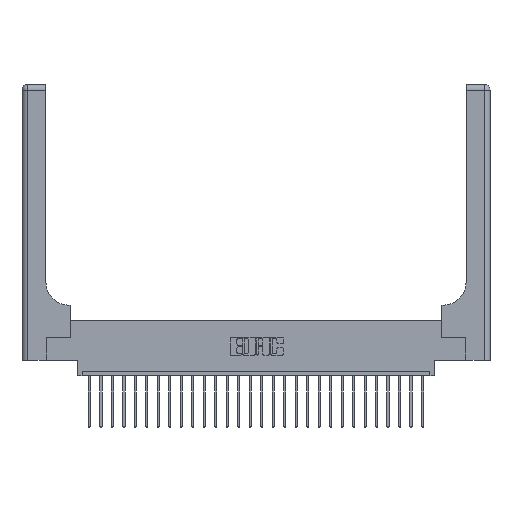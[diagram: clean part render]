
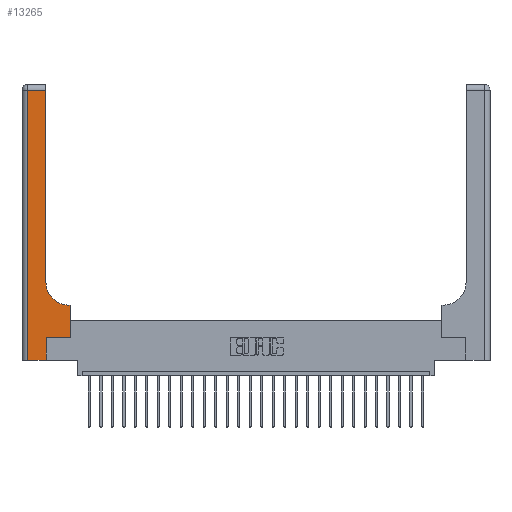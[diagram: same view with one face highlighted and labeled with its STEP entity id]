
A CAD part, top view. The second image highlights one B-rep face of the part: STEP entity #13265.
In plain terms, the highlighted planar face has unit normal (0, 0, 1).
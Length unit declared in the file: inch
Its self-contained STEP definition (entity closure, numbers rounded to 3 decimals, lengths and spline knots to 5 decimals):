
#221 = CARTESIAN_POINT ( 'NONE',  ( 0.528, 0.25, 0.37 ) ) ;
#613 = VECTOR ( 'NONE', #18326, 39.37008 ) ;
#867 = CARTESIAN_POINT ( 'NONE',  ( 0., 3., 0.37 ) ) ;
#1020 = DIRECTION ( 'NONE',  ( 1., 0., 0. ) ) ;
#1034 = CARTESIAN_POINT ( 'NONE',  ( 0.06, 2.94, 0.37 ) ) ;
#1172 = DIRECTION ( 'NONE',  ( -1., 0., 0. ) ) ;
#1261 = ORIENTED_EDGE ( 'NONE', *, *, #9226, .T. ) ;
#1452 = DIRECTION ( 'NONE',  ( 1., 0., 0. ) ) ;
#2044 = CARTESIAN_POINT ( 'NONE',  ( 0.265, 0., 0.37 ) ) ;
#2279 = ORIENTED_EDGE ( 'NONE', *, *, #5676, .T. ) ;
#3651 = ORIENTED_EDGE ( 'NONE', *, *, #5522, .T. ) ;
#4274 = VECTOR ( 'NONE', #1452, 39.37008 ) ;
#4695 = CARTESIAN_POINT ( 'NONE',  ( 0.528, 0.25, 0.37 ) ) ;
#5216 = CIRCLE ( 'NONE', #24822, 0.25 ) ;
#5229 = LINE ( 'NONE', #21015, #13869 ) ;
#5522 = EDGE_CURVE ( 'NONE', #9959, #7144, #5841, .T. ) ;
#5640 = EDGE_CURVE ( 'NONE', #25427, #24501, #16980, .T. ) ;
#5676 = EDGE_CURVE ( 'NONE', #24803, #23384, #14788, .T. ) ;
#5827 = EDGE_CURVE ( 'NONE', #7144, #12117, #5216, .T. ) ;
#5841 = LINE ( 'NONE', #18229, #613 ) ;
#5913 = ORIENTED_EDGE ( 'NONE', *, *, #19045, .T. ) ;
#5926 = DIRECTION ( 'NONE',  ( 0., 1., 0. ) ) ;
#6564 = DIRECTION ( 'NONE',  ( -1., 0., 0. ) ) ;
#7071 = VERTEX_POINT ( 'NONE', #22987 ) ;
#7144 = VERTEX_POINT ( 'NONE', #9119 ) ;
#8087 = VECTOR ( 'NONE', #18495, 39.37008 ) ;
#9119 = CARTESIAN_POINT ( 'NONE',  ( 0.51, 0.6, 0.37 ) ) ;
#9177 = CARTESIAN_POINT ( 'NONE',  ( 0.06, 3., 0.37 ) ) ;
#9226 = EDGE_CURVE ( 'NONE', #12117, #7071, #14914, .T. ) ;
#9391 = VECTOR ( 'NONE', #16406, 39.37008 ) ;
#9449 = CARTESIAN_POINT ( 'NONE',  ( 0.06, 0., 0.37 ) ) ;
#9959 = VERTEX_POINT ( 'NONE', #21849 ) ;
#10556 = PLANE ( 'NONE',  #23282 ) ;
#10804 = DIRECTION ( 'NONE',  ( 0., 0., -1. ) ) ;
#10876 = DIRECTION ( 'NONE',  ( 0., 0., -1. ) ) ;
#11209 = CARTESIAN_POINT ( 'NONE',  ( 0.26, 0.85, 0.37 ) ) ;
#11753 = VECTOR ( 'NONE', #22953, 39.37008 ) ;
#11809 = LINE ( 'NONE', #2044, #19455 ) ;
#11934 = LINE ( 'NONE', #9177, #14989 ) ;
#12023 = ORIENTED_EDGE ( 'NONE', *, *, #5827, .T. ) ;
#12117 = VERTEX_POINT ( 'NONE', #11209 ) ;
#12707 = DIRECTION ( 'NONE',  ( 0., -1., 0. ) ) ;
#13265 = ADVANCED_FACE ( 'NONE', ( #18340 ), #10556, .F. ) ;
#13305 = ORIENTED_EDGE ( 'NONE', *, *, #22110, .T. ) ;
#13633 = ORIENTED_EDGE ( 'NONE', *, *, #22088, .T. ) ;
#13869 = VECTOR ( 'NONE', #1172, 39.37008 ) ;
#14788 = LINE ( 'NONE', #23216, #4274 ) ;
#14914 = LINE ( 'NONE', #24263, #9391 ) ;
#14989 = VECTOR ( 'NONE', #12707, 39.37008 ) ;
#16395 = EDGE_LOOP ( 'NONE', ( #1261, #5913, #13633, #23163, #13305, #2279, #19823, #3651, #12023 ) ) ;
#16406 = DIRECTION ( 'NONE',  ( 0., 1., 0. ) ) ;
#16848 = VERTEX_POINT ( 'NONE', #1034 ) ;
#16980 = LINE ( 'NONE', #24758, #11753 ) ;
#17734 = EDGE_CURVE ( 'NONE', #23384, #9959, #18557, .T. ) ;
#18229 = CARTESIAN_POINT ( 'NONE',  ( 0.26, 0.6, 0.37 ) ) ;
#18326 = DIRECTION ( 'NONE',  ( -1., 0., 0. ) ) ;
#18340 = FACE_OUTER_BOUND ( 'NONE', #16395, .T. ) ;
#18495 = DIRECTION ( 'NONE',  ( 0., 1., 0. ) ) ;
#18557 = LINE ( 'NONE', #4695, #8087 ) ;
#19045 = EDGE_CURVE ( 'NONE', #7071, #16848, #5229, .T. ) ;
#19455 = VECTOR ( 'NONE', #5926, 39.37008 ) ;
#19823 = ORIENTED_EDGE ( 'NONE', *, *, #17734, .T. ) ;
#20314 = CARTESIAN_POINT ( 'NONE',  ( 0.265, 0.25, 0.37 ) ) ;
#21015 = CARTESIAN_POINT ( 'NONE',  ( 0., 2.94, 0.37 ) ) ;
#21849 = CARTESIAN_POINT ( 'NONE',  ( 0.528, 0.6, 0.37 ) ) ;
#22088 = EDGE_CURVE ( 'NONE', #16848, #25427, #11934, .T. ) ;
#22110 = EDGE_CURVE ( 'NONE', #24501, #24803, #11809, .T. ) ;
#22953 = DIRECTION ( 'NONE',  ( 1., 0., 0. ) ) ;
#22987 = CARTESIAN_POINT ( 'NONE',  ( 0.26, 2.94, 0.37 ) ) ;
#23163 = ORIENTED_EDGE ( 'NONE', *, *, #5640, .T. ) ;
#23216 = CARTESIAN_POINT ( 'NONE',  ( 0.265, 0.25, 0.37 ) ) ;
#23282 = AXIS2_PLACEMENT_3D ( 'NONE', #867, #10804, #6564 ) ;
#23384 = VERTEX_POINT ( 'NONE', #221 ) ;
#24263 = CARTESIAN_POINT ( 'NONE',  ( 0.26, 3., 0.37 ) ) ;
#24410 = CARTESIAN_POINT ( 'NONE',  ( 0.51, 0.85, 0.37 ) ) ;
#24501 = VERTEX_POINT ( 'NONE', #25540 ) ;
#24758 = CARTESIAN_POINT ( 'NONE',  ( 0., 0., 0.37 ) ) ;
#24803 = VERTEX_POINT ( 'NONE', #20314 ) ;
#24822 = AXIS2_PLACEMENT_3D ( 'NONE', #24410, #10876, #1020 ) ;
#25427 = VERTEX_POINT ( 'NONE', #9449 ) ;
#25540 = CARTESIAN_POINT ( 'NONE',  ( 0.265, 0., 0.37 ) ) ;
